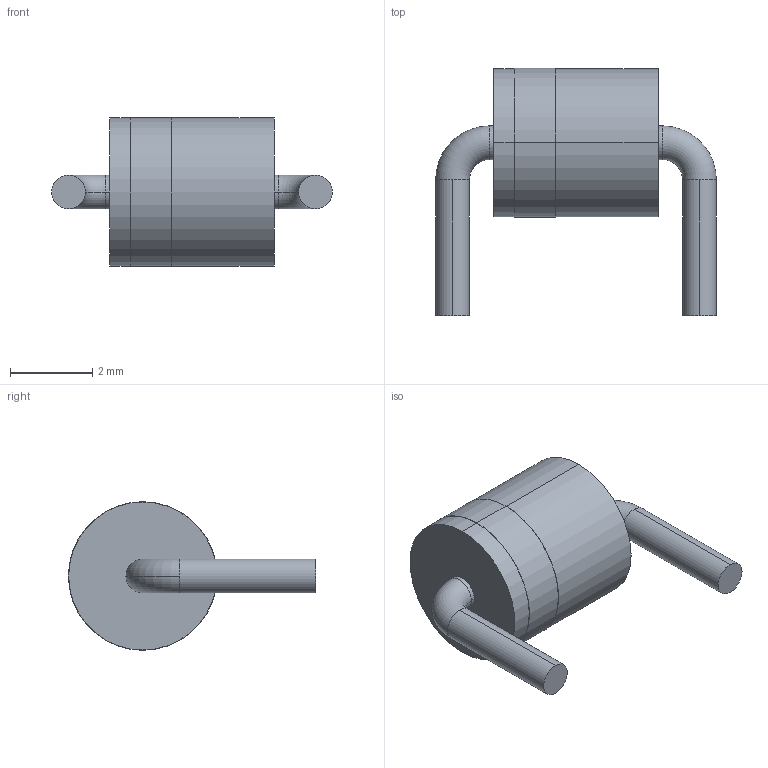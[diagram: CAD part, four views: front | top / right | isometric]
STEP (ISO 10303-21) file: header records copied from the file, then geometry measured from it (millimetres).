
FILE_DESCRIPTION (( 'STEP AP214' ), '1' );
FILE_NAME ( 'DIOAD600W82L400D360.STEP', '2018-09-05T13:33:16', ( '' ), ( '' ), 'Part was generated with the free Library Expert Lite available at www.PCBLibraries.com. Removing line will violate the End User License Agreement.', '©2017 PCB Libraries, Inc.', '' );
FILE_SCHEMA (( 'AUTOMOTIVE_DESIGN' ));
Length unit declared in the file: millimetre
Products named in the file (1): DIOAD600W82L400D360
Bounding box: 6.82 x 6.01 x 3.61 mm (x, y, z)
Volume: 45.9 mm3; surface area: 92.7 mm2
Topology: 3 solids, 3 shells, 26 faces, 50 edges, 32 vertices
Faces by surface type: cylinder 14, plane 8, torus 4
Entity records: 811 total; most frequent: DIRECTION 140, CARTESIAN_POINT 109, ORIENTED_EDGE 100, AXIS2_PLACEMENT_3D 63, EDGE_CURVE 50, CIRCLE 36, VERTEX_POINT 32, STYLED_ITEM 30
